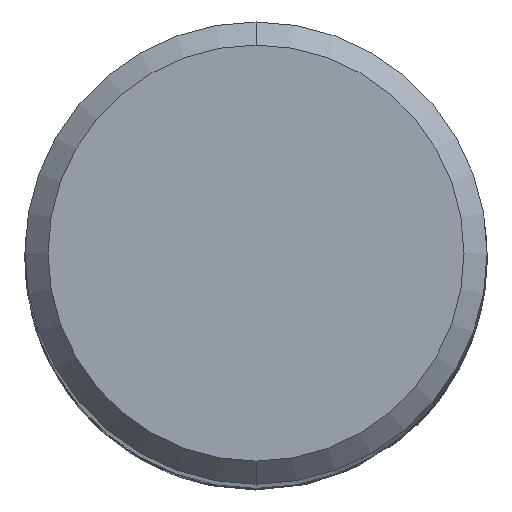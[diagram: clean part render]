
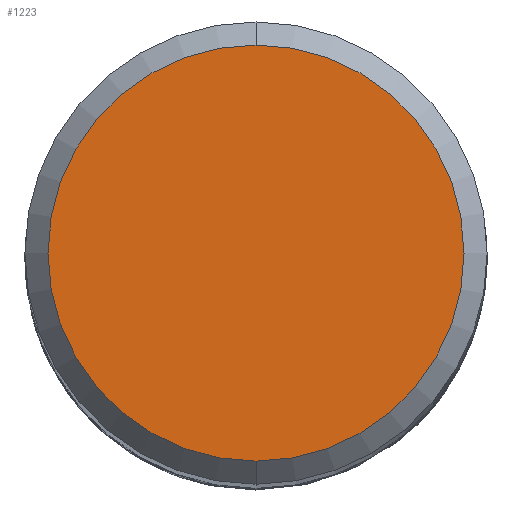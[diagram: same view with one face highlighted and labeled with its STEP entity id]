
A CAD part, top view. The second image highlights one B-rep face of the part: STEP entity #1223.
In plain terms, the highlighted planar face has unit normal (0, 0, 1).
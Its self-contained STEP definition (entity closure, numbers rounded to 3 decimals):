
#485=EDGE_CURVE('',#563,#1217,#1388,.T.);
#563=VERTEX_POINT('',#1475);
#623=EDGE_CURVE('',#1217,#563,#1540,.T.);
#1217=VERTEX_POINT('',#2186);
#1223=ADVANCED_FACE('',(#2192),#2193,.T.);
#1388=CIRCLE('',#2371,3.6);
#1475=CARTESIAN_POINT('',(0.0,3.6,0.0));
#1540=CIRCLE('',#5157,3.6);
#2186=CARTESIAN_POINT('',(0.,-3.6,0.0));
#2192=FACE_OUTER_BOUND('',#11506,.T.);
#2193=PLANE('',#11507);
#2371=AXIS2_PLACEMENT_3D('',#13493,#13494,#13495);
#5157=AXIS2_PLACEMENT_3D('',#13619,#13620,#13621);
#11506=EDGE_LOOP('',(#14264,#14265));
#11507=AXIS2_PLACEMENT_3D('',#14266,#14267,#14268);
#13493=CARTESIAN_POINT('',(0.0,0.0,0.0));
#13494=DIRECTION('',(0.0,0.0,-1.0));
#13495=DIRECTION('',(0.0,1.0,0.0));
#13619=CARTESIAN_POINT('',(0.0,0.0,0.0));
#13620=DIRECTION('',(0.0,0.0,-1.0));
#13621=DIRECTION('',(0.0,1.0,0.0));
#14264=ORIENTED_EDGE('',*,*,#485,.F.);
#14265=ORIENTED_EDGE('',*,*,#623,.F.);
#14266=CARTESIAN_POINT('',(0.0,1.8,0.0));
#14267=DIRECTION('',(-0.0,0.0,1.0));
#14268=DIRECTION('',(0.0,-1.0,0.0));
